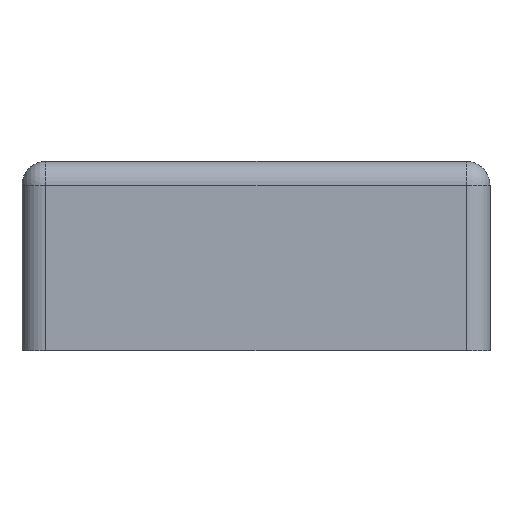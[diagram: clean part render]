
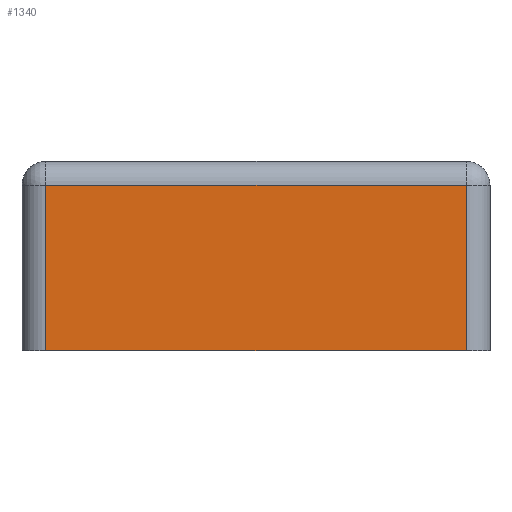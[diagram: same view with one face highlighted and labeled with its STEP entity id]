
A CAD part, left-side view. The second image highlights one B-rep face of the part: STEP entity #1340.
In plain terms, the highlighted planar face has unit normal (-1, 0, 0).
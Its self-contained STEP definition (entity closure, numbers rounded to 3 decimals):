
#10 = CARTESIAN_POINT ( 'NONE',  ( 0., 0., 16. ) ) ;
#277 = LINE ( 'NONE', #1927, #3301 ) ;
#520 = DIRECTION ( 'NONE',  ( 0., -1., 0. ) ) ;
#598 = VERTEX_POINT ( 'NONE', #2981 ) ;
#653 = LINE ( 'NONE', #3272, #4412 ) ;
#725 = DIRECTION ( 'NONE',  ( 0., 0., -1. ) ) ;
#1241 = EDGE_CURVE ( 'NONE', #2855, #1352, #4659, .T. ) ;
#1278 = VECTOR ( 'NONE', #4046, 1000. ) ;
#1340 = ADVANCED_FACE ( 'NONE', ( #2918 ), #2331, .F. ) ;
#1352 = VERTEX_POINT ( 'NONE', #3525 ) ;
#1822 = ORIENTED_EDGE ( 'NONE', *, *, #1941, .T. ) ;
#1927 = CARTESIAN_POINT ( 'NONE',  ( 0., 37.6, 16. ) ) ;
#1941 = EDGE_CURVE ( 'NONE', #4212, #2855, #653, .T. ) ;
#2020 = LINE ( 'NONE', #3218, #1278 ) ;
#2331 = PLANE ( 'NONE',  #2458 ) ;
#2458 = AXIS2_PLACEMENT_3D ( 'NONE', #10, #2717, #725 ) ;
#2464 = EDGE_CURVE ( 'NONE', #1352, #598, #2020, .T. ) ;
#2533 = VECTOR ( 'NONE', #4198, 1000. ) ;
#2717 = DIRECTION ( 'NONE',  ( 1., 0., 0. ) ) ;
#2747 = DIRECTION ( 'NONE',  ( 0., 0., -1. ) ) ;
#2766 = EDGE_CURVE ( 'NONE', #598, #4212, #277, .T. ) ;
#2855 = VERTEX_POINT ( 'NONE', #3548 ) ;
#2918 = FACE_OUTER_BOUND ( 'NONE', #3853, .T. ) ;
#2951 = CARTESIAN_POINT ( 'NONE',  ( 0., 37.6, 0. ) ) ;
#2981 = CARTESIAN_POINT ( 'NONE',  ( 0., 37.6, 14. ) ) ;
#3046 = ORIENTED_EDGE ( 'NONE', *, *, #2766, .T. ) ;
#3192 = ORIENTED_EDGE ( 'NONE', *, *, #2464, .T. ) ;
#3218 = CARTESIAN_POINT ( 'NONE',  ( 0., 0., 14. ) ) ;
#3272 = CARTESIAN_POINT ( 'NONE',  ( 0., 0., 0. ) ) ;
#3301 = VECTOR ( 'NONE', #2747, 1000. ) ;
#3525 = CARTESIAN_POINT ( 'NONE',  ( 0., 2., 14. ) ) ;
#3548 = CARTESIAN_POINT ( 'NONE',  ( 0., 2., 0. ) ) ;
#3825 = CARTESIAN_POINT ( 'NONE',  ( 0., 2., 16. ) ) ;
#3853 = EDGE_LOOP ( 'NONE', ( #1822, #4518, #3192, #3046 ) ) ;
#4046 = DIRECTION ( 'NONE',  ( 0., 1., 0. ) ) ;
#4198 = DIRECTION ( 'NONE',  ( 0., 0., 1. ) ) ;
#4212 = VERTEX_POINT ( 'NONE', #2951 ) ;
#4412 = VECTOR ( 'NONE', #520, 1000. ) ;
#4518 = ORIENTED_EDGE ( 'NONE', *, *, #1241, .T. ) ;
#4659 = LINE ( 'NONE', #3825, #2533 ) ;
